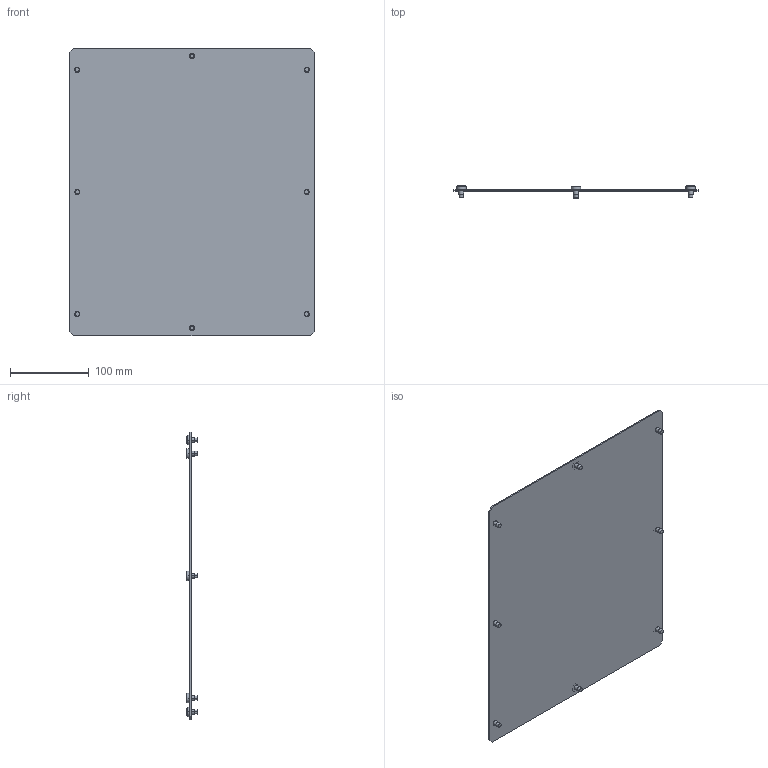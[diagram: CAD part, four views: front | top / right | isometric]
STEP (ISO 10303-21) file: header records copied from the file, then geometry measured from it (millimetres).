
FILE_DESCRIPTION(('STEP AP214'),'1');
FILE_NAME('cctmp_79C257C3-4C88-4670-889F-2BF93D0AD7E4_2024_05_23_12_39_09_0559..stp','2024-05-23T10:39:09',('SIEMENS A&D'),('CADClick - www.CADClick.com'),'Spatial InterOp 3D',' ','unknown authorization');
FILE_SCHEMA(('AUTOMOTIVE_DESIGN'));
Length unit declared in the file: millimetre
Products named in the file (12): cc_unnamed; 2024_05_23_12_39_09_0537; 2024_05_23_12_39_09_0496; 2024_05_23_12_39_09_0455; 2024_05_23_12_39_09_0414; 2024_05_23_12_39_09_0372; 2024_05_23_12_39_09_0331; 2024_05_23_12_39_09_0290; 2024_05_23_12_39_09_0249; 2024_05_23_12_39_09_0208; 2024_05_23_12_39_09_0166; 2024_05_23_12_39_09_0125
Assembly tree (11 placements, depth 2):
  cc_unnamed
    2024_05_23_12_39_09_0537
    2024_05_23_12_39_09_0496
    2024_05_23_12_39_09_0455
    2024_05_23_12_39_09_0414
    2024_05_23_12_39_09_0372
    2024_05_23_12_39_09_0331
    2024_05_23_12_39_09_0290
    2024_05_23_12_39_09_0249
    2024_05_23_12_39_09_0208
    2024_05_23_12_39_09_0166
    2024_05_23_12_39_09_0125
Bounding box: 310 x 14.95 x 365 mm (x, y, z)
Volume: 177134.2 mm3; surface area: 233509.2 mm2
Topology: 11 solids, 11 shells, 136 faces, 272 edges, 168 vertices
Faces by surface type: cylinder 56, cone 40, plane 40
Entity records: 5009 total; most frequent: DIRECTION 720, CARTESIAN_POINT 588, ORIENTED_EDGE 544, AXIS2_PLACEMENT_3D 300, EDGE_CURVE 272, VERTEX_POINT 168, EDGE_LOOP 162, CIRCLE 152
